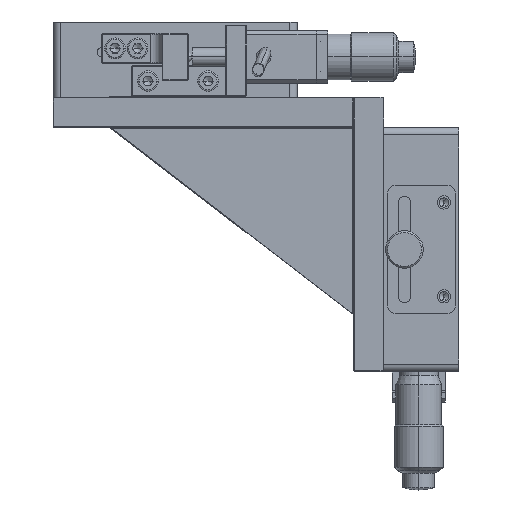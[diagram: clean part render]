
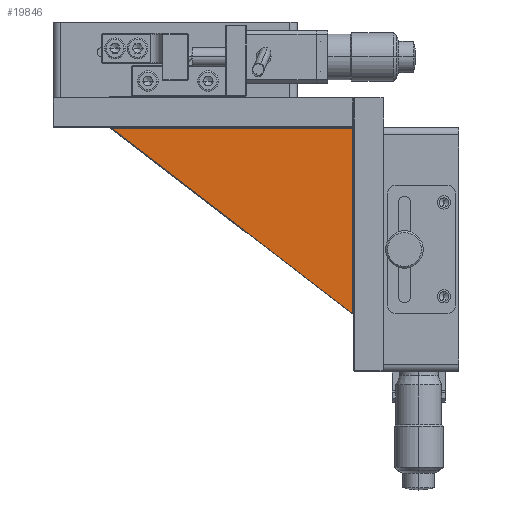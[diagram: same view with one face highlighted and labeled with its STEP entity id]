
A CAD part, left-side view. The second image highlights one B-rep face of the part: STEP entity #19846.
In plain terms, the highlighted planar face has unit normal (-1, 0, 0).
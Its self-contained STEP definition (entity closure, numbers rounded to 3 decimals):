
#6555 = EDGE_CURVE ( 'NONE', #21350, #20029, #10242, .T. ) ;
#6639 = DIRECTION ( 'NONE',  ( 0., -0.793, -0.61 ) ) ;
#7775 = CARTESIAN_POINT ( 'NONE',  ( -4., 38.2, -17.094 ) ) ;
#9525 = CARTESIAN_POINT ( 'NONE',  ( -4., 38., 32.5 ) ) ;
#10242 = LINE ( 'NONE', #12762, #11186 ) ;
#11186 = VECTOR ( 'NONE', #6639, 1000. ) ;
#12762 = CARTESIAN_POINT ( 'NONE',  ( -4., 37.878, -17.341 ) ) ;
#14208 = CARTESIAN_POINT ( 'NONE',  ( -4., 38.2, 32.3 ) ) ;
#15689 = FACE_OUTER_BOUND ( 'NONE', #22213, .T. ) ;
#17494 = DIRECTION ( 'NONE',  ( 0., 1., 0. ) ) ;
#17623 = CARTESIAN_POINT ( 'NONE',  ( -4., 103., 32.3 ) ) ;
#18317 = DIRECTION ( 'NONE',  ( -1., 0., 0. ) ) ;
#18370 = ORIENTED_EDGE ( 'NONE', *, *, #6555, .T. ) ;
#18406 = VECTOR ( 'NONE', #17494, 1000. ) ;
#19846 = ADVANCED_FACE ( 'NONE', ( #15689 ), #36555, .T. ) ;
#20029 = VERTEX_POINT ( 'NONE', #7775 ) ;
#21061 = CARTESIAN_POINT ( 'NONE',  ( -4., 102.412, 32.3 ) ) ;
#21350 = VERTEX_POINT ( 'NONE', #21061 ) ;
#22213 = EDGE_LOOP ( 'NONE', ( #18370, #34080, #28512 ) ) ;
#22264 = VECTOR ( 'NONE', #29658, 1000. ) ;
#28002 = LINE ( 'NONE', #35266, #22264 ) ;
#28512 = ORIENTED_EDGE ( 'NONE', *, *, #39250, .T. ) ;
#29658 = DIRECTION ( 'NONE',  ( 0., 0., 1. ) ) ;
#30544 = EDGE_CURVE ( 'NONE', #20029, #33146, #28002, .T. ) ;
#33146 = VERTEX_POINT ( 'NONE', #14208 ) ;
#34080 = ORIENTED_EDGE ( 'NONE', *, *, #30544, .T. ) ;
#35266 = CARTESIAN_POINT ( 'NONE',  ( -4., 38.2, 32.5 ) ) ;
#36555 = PLANE ( 'NONE',  #37647 ) ;
#36688 = DIRECTION ( 'NONE',  ( 0., 1., 0. ) ) ;
#37647 = AXIS2_PLACEMENT_3D ( 'NONE', #9525, #18317, #36688 ) ;
#37933 = LINE ( 'NONE', #17623, #18406 ) ;
#39250 = EDGE_CURVE ( 'NONE', #33146, #21350, #37933, .T. ) ;
